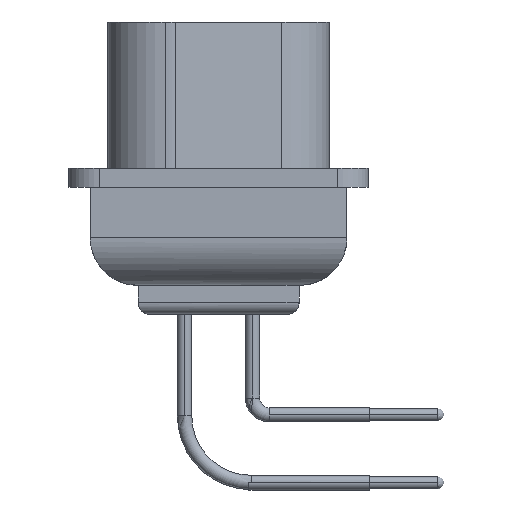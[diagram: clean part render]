
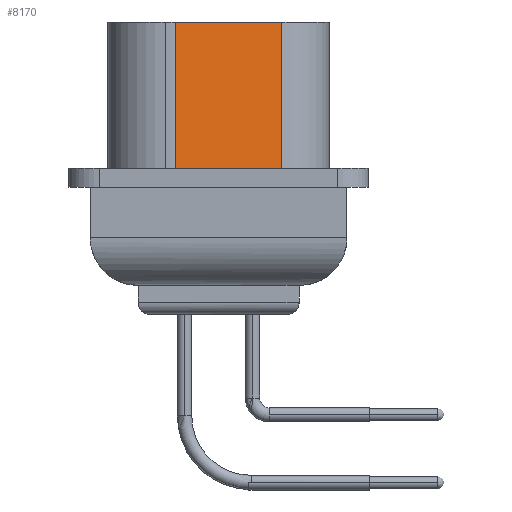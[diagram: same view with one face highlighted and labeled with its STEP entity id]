
A CAD part, left-side view. The second image highlights one B-rep face of the part: STEP entity #8170.
In plain terms, the highlighted planar face has unit normal (-0.985, -0.174, 0).
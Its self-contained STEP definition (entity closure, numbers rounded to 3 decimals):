
#5694=VERTEX_POINT('',#14769);
#6552=EDGE_CURVE('',#5694,#11630,#15751,.T.);
#6814=EDGE_CURVE('',#12716,#5694,#16060,.T.);
#8170=ADVANCED_FACE('',(#17548),#17549,.T.);
#8172=VERTEX_POINT('',#17551);
#8878=EDGE_CURVE('',#12716,#8172,#18310,.T.);
#11630=VERTEX_POINT('',#21342);
#12584=EDGE_CURVE('',#8172,#11630,#22425,.T.);
#12716=VERTEX_POINT('',#22576);
#14769=CARTESIAN_POINT('',(-28.114,1.803,0.0));
#15751=LINE('',#26746,#26747);
#16060=LINE('',#27159,#27160);
#17548=FACE_OUTER_BOUND('',#29312,.T.);
#17549=PLANE('',#29313);
#17551=CARTESIAN_POINT('',(-27.331,-2.637,6.1));
#18310=LINE('',#30441,#30442);
#21342=CARTESIAN_POINT('',(-28.114,1.803,6.1));
#22425=LINE('',#36492,#36493);
#22576=CARTESIAN_POINT('',(-27.331,-2.637,0.0));
#26746=CARTESIAN_POINT('',(-28.114,1.803,-0.4));
#26747=VECTOR('',#40739,1.0);
#27159=CARTESIAN_POINT('',(-27.144,-3.695,0.));
#27160=VECTOR('',#41195,1.0);
#29312=EDGE_LOOP('',(#42911,#42912,#42913,#42914));
#29313=AXIS2_PLACEMENT_3D('',#42915,#42916,#42917);
#30441=CARTESIAN_POINT('',(-27.331,-2.637,-0.4));
#30442=VECTOR('',#43685,1.0);
#36492=CARTESIAN_POINT('',(-28.114,1.803,6.1));
#36493=VECTOR('',#48625,1.0);
#40739=DIRECTION('',(0.0,0.0,1.0));
#41195=DIRECTION('',(-0.174,0.985,0.0));
#42911=ORIENTED_EDGE('',*,*,#6814,.F.);
#42912=ORIENTED_EDGE('',*,*,#8878,.T.);
#42913=ORIENTED_EDGE('',*,*,#12584,.T.);
#42914=ORIENTED_EDGE('',*,*,#6552,.F.);
#42915=CARTESIAN_POINT('',(-27.331,-2.637,-0.4));
#42916=DIRECTION('',(-0.985,-0.174,0.0));
#42917=DIRECTION('',(0.0,0.0,1.0));
#43685=DIRECTION('',(0.0,0.0,1.0));
#48625=DIRECTION('',(-0.174,0.985,0.0));
